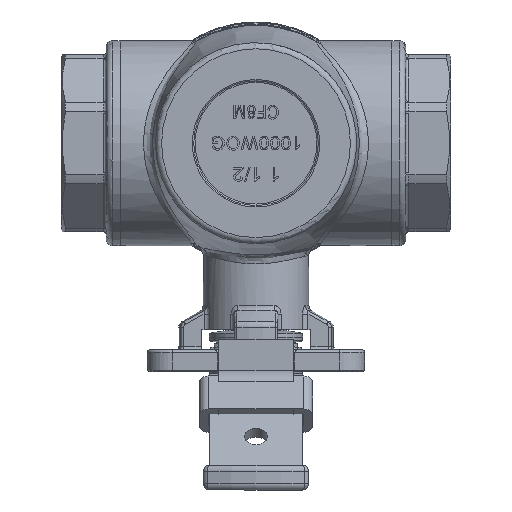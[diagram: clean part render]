
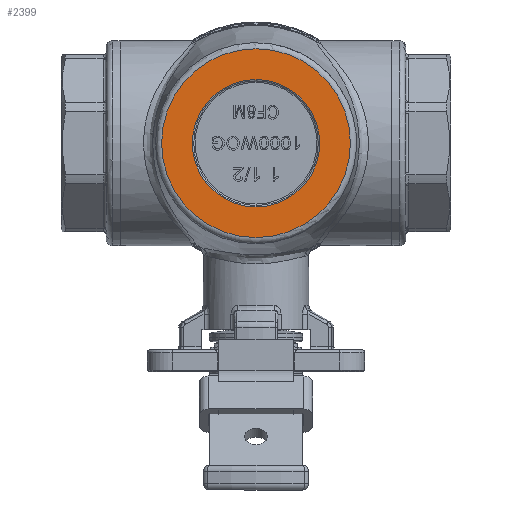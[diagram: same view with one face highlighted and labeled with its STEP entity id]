
A CAD part, front view. The second image highlights one B-rep face of the part: STEP entity #2399.
In plain terms, the highlighted face is planar.
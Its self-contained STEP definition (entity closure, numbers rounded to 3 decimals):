
#2399=ADVANCED_FACE('',(#5556,#5557),#5558,.T.);
#5556=FACE_BOUND('',#16047,.T.);
#5557=FACE_OUTER_BOUND('',#16048,.T.);
#5558=PLANE('',#16049);
#16047=EDGE_LOOP('',(#23478));
#16048=EDGE_LOOP('',(#23479));
#16049=AXIS2_PLACEMENT_3D('',#23480,#23481,#23482);
#23478=ORIENTED_EDGE('',*,*,#33835,.T.);
#23479=ORIENTED_EDGE('',*,*,#33847,.T.);
#23480=CARTESIAN_POINT('',(20.0,0.,-42.3));
#23481=DIRECTION('',(0.0,0.,-1.0));
#23482=DIRECTION('',(0.0,1.0,0.));
#33835=EDGE_CURVE('',#39530,#39530,#39531,.F.);
#33847=EDGE_CURVE('',#39544,#39544,#39545,.T.);
#39530=VERTEX_POINT('',#49420);
#39531=CIRCLE('',#49421,20.5);
#39544=VERTEX_POINT('',#49434);
#39545=CIRCLE('',#49435,30.383);
#49420=CARTESIAN_POINT('',(0.0,20.5,-42.3));
#49421=AXIS2_PLACEMENT_3D('',#57949,#57950,#57951);
#49434=CARTESIAN_POINT('',(0.0,30.383,-42.3));
#49435=AXIS2_PLACEMENT_3D('',#57964,#57965,#57966);
#57949=CARTESIAN_POINT('',(0.0,0.,-42.3));
#57950=DIRECTION('',(0.0,0.,-1.0));
#57951=DIRECTION('',(0.0,1.0,0.));
#57964=CARTESIAN_POINT('',(0.0,0.,-42.3));
#57965=DIRECTION('',(0.0,0.,-1.0));
#57966=DIRECTION('',(0.0,1.0,0.));
